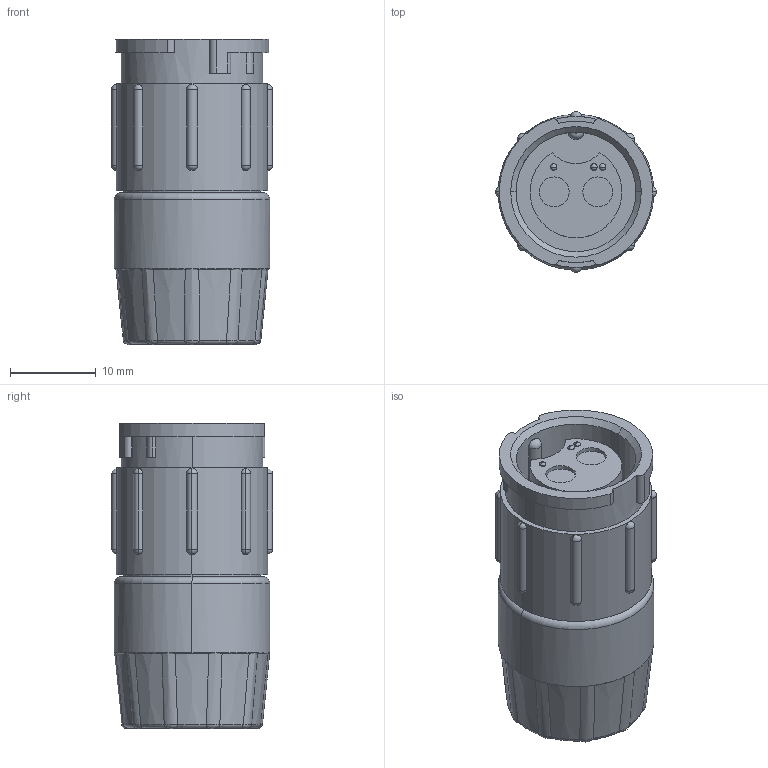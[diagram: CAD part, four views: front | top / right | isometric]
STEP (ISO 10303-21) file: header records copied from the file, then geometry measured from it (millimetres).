
FILE_DESCRIPTION (( 'STEP AP203' ), '1' );
FILE_NAME ('5180-2SG-315.STEP', '2016-11-10T21:06:05', ( '' ), ( '' ), 'SwSTEP 2.0', 'SolidWorks 2014', '' );
FILE_SCHEMA (( 'CONFIG_CONTROL_DESIGN' ));
Length unit declared in the file: millimetre
Products named in the file (1): 5180-2SG-315
Bounding box: 18.8 x 18.8 x 35.63 mm (x, y, z)
Volume: 7641.1 mm3; surface area: 3367.7 mm2
Topology: 1 solids, 1 shells, 189 faces, 455 edges, 287 vertices
Faces by surface type: torus 73, cylinder 54, plane 33, cone 13, bspline 10, sphere 6
Entity records: 6263 total; most frequent: CARTESIAN_POINT 1832, DIRECTION 944, ORIENTED_EDGE 910, EDGE_CURVE 455, AXIS2_PLACEMENT_3D 429, VERTEX_POINT 287, CIRCLE 249, EDGE_LOOP 208
